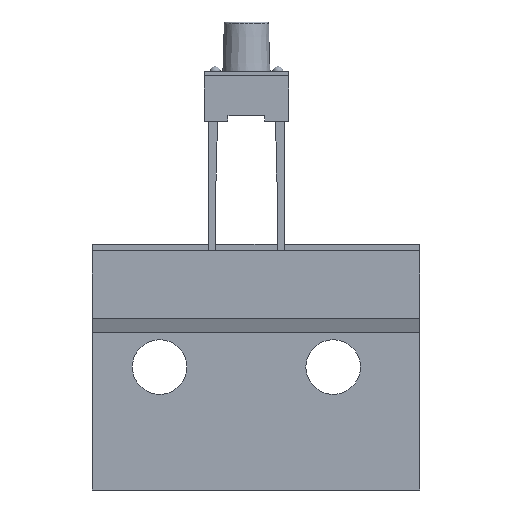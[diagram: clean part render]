
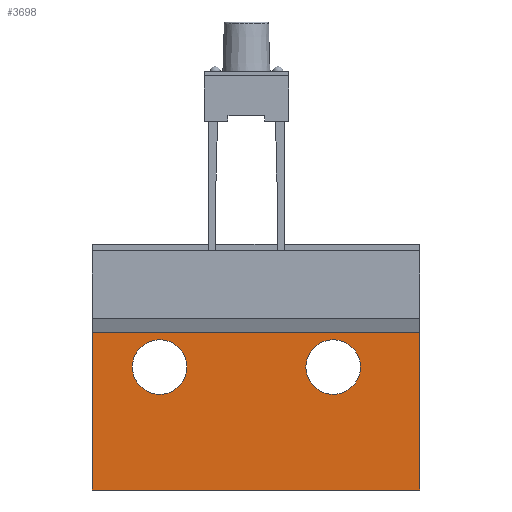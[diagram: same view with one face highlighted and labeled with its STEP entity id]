
A CAD part, left-side view. The second image highlights one B-rep face of the part: STEP entity #3698.
In plain terms, the highlighted planar face has unit normal (-1, 0, 0).
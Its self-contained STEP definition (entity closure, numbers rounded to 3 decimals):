
#111=FACE_BOUND('',#426,.T.);
#112=FACE_BOUND('',#427,.T.);
#134=CIRCLE('',#3926,2.);
#135=CIRCLE('',#3927,2.);
#218=FACE_OUTER_BOUND('',#425,.T.);
#425=EDGE_LOOP('',(#2523,#2524,#2525,#2526));
#426=EDGE_LOOP('',(#2527));
#427=EDGE_LOOP('',(#2528));
#678=LINE('',#5352,#1122);
#718=LINE('',#5429,#1162);
#719=LINE('',#5431,#1163);
#720=LINE('',#5432,#1164);
#1122=VECTOR('',#4262,10.);
#1162=VECTOR('',#4312,10.);
#1163=VECTOR('',#4313,10.);
#1164=VECTOR('',#4314,10.);
#1566=VERTEX_POINT('',#5349);
#1567=VERTEX_POINT('',#5351);
#1599=VERTEX_POINT('',#5428);
#1600=VERTEX_POINT('',#5430);
#1601=VERTEX_POINT('',#5433);
#1602=VERTEX_POINT('',#5435);
#1924=EDGE_CURVE('',#1567,#1566,#678,.T.);
#1964=EDGE_CURVE('',#1599,#1566,#718,.T.);
#1965=EDGE_CURVE('',#1600,#1599,#719,.T.);
#1966=EDGE_CURVE('',#1567,#1600,#720,.T.);
#1967=EDGE_CURVE('',#1601,#1601,#134,.T.);
#1968=EDGE_CURVE('',#1602,#1602,#135,.T.);
#2523=ORIENTED_EDGE('',*,*,#1924,.T.);
#2524=ORIENTED_EDGE('',*,*,#1964,.F.);
#2525=ORIENTED_EDGE('',*,*,#1965,.F.);
#2526=ORIENTED_EDGE('',*,*,#1966,.F.);
#2527=ORIENTED_EDGE('',*,*,#1967,.T.);
#2528=ORIENTED_EDGE('',*,*,#1968,.T.);
#3557=PLANE('',#3925);
#3698=ADVANCED_FACE('',(#218,#111,#112),#3557,.F.);
#3925=AXIS2_PLACEMENT_3D('',#5427,#4310,#4311);
#3926=AXIS2_PLACEMENT_3D('',#5434,#4315,#4316);
#3927=AXIS2_PLACEMENT_3D('',#5436,#4317,#4318);
#4262=DIRECTION('',(0.,1.,0.));
#4310=DIRECTION('center_axis',(1.,0.,0.));
#4311=DIRECTION('ref_axis',(0.,1.,0.));
#4312=DIRECTION('',(0.,0.,1.));
#4313=DIRECTION('',(0.,1.,0.));
#4314=DIRECTION('',(0.,0.,-1.));
#4315=DIRECTION('center_axis',(1.,0.,0.));
#4316=DIRECTION('ref_axis',(0.,-1.,0.));
#4317=DIRECTION('center_axis',(1.,0.,0.));
#4318=DIRECTION('ref_axis',(0.,-1.,0.));
#5349=CARTESIAN_POINT('',(0.15,11.3,-17.34));
#5351=CARTESIAN_POINT('',(0.15,-12.7,-17.34));
#5352=CARTESIAN_POINT('',(0.15,-6.7,-17.34));
#5427=CARTESIAN_POINT('Origin',(0.15,-0.7,-19.84));
#5428=CARTESIAN_POINT('',(0.15,11.3,-28.84));
#5429=CARTESIAN_POINT('',(0.15,11.3,-28.84));
#5430=CARTESIAN_POINT('',(0.15,-12.7,-28.84));
#5431=CARTESIAN_POINT('',(0.15,-12.7,-28.84));
#5432=CARTESIAN_POINT('',(0.15,-12.7,-10.84));
#5433=CARTESIAN_POINT('',(0.15,8.35,-19.84));
#5434=CARTESIAN_POINT('Origin',(0.15,6.35,-19.84));
#5435=CARTESIAN_POINT('',(0.15,-4.35,-19.84));
#5436=CARTESIAN_POINT('Origin',(0.15,-6.35,-19.84));
